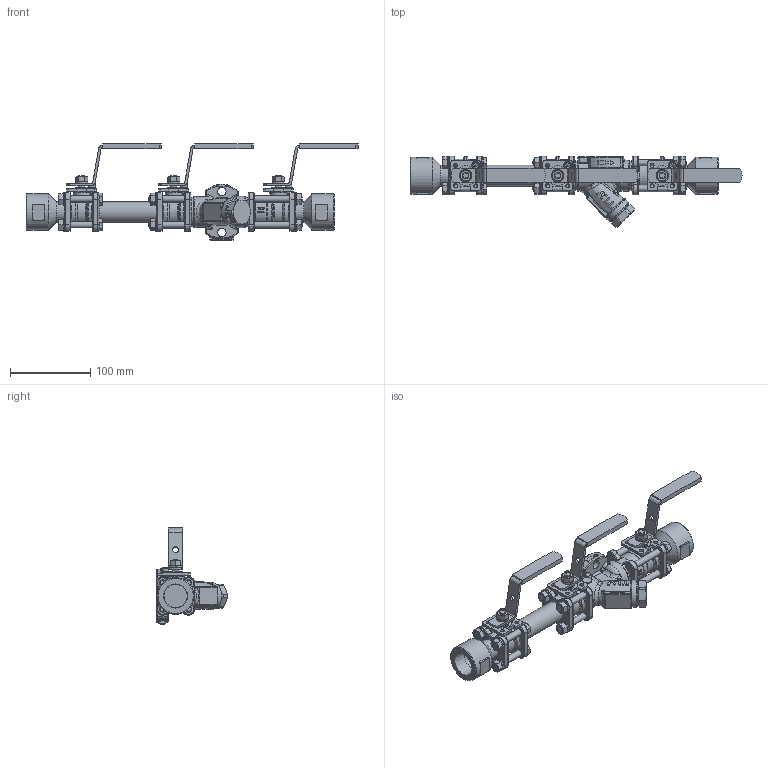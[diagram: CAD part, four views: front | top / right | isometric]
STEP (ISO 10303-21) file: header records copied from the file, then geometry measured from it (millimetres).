
FILE_DESCRIPTION(/* description */ (''),/* implementation_level */ '2;1');
FILE_NAME(/* name */ 'qs10d-025-screw-00.stp',/* time_stamp */ '2022-05-19T10:46:23+09:00',/* author */ ('mafukuda'),/* organization */ (''),/* preprocessor_version */ 'ST-DEVELOPER v18',/* originating_system */ 'Autodesk Inventor 2020',/* authorisation */ '');
FILE_SCHEMA (('AUTOMOTIVE_DESIGN { 1 0 10303 214 3 1 1 }','FEATURE_BASED_PROCESS_PLANNING'));
Products named in the file (1): qs10d-025-screw-00
Bounding box: 415 x 89 x 120 mm (x, y, z)
Volume: 563305.5 mm3; surface area: 138207.2 mm2
Topology: 1 solids, 5 shells, 1836 faces, 4776 edges, 2885 vertices
Faces by surface type: plane 700, cylinder 507, bspline 258, torus 165, cone 164, sphere 42
Full cylindrical faces by diameter (mm): 5 x15, 5.3 x3, 6.647 x8, 7 x1, 7.5 x3, 8 x16, 8.5 x3, 8.7 x19, 9 x3, 10 x3, 10.5 x2, 11.63 x4, 14.9 x3, 16 x4, 24 x1, 24.2 x1, 24.5 x3, 25 x1, 26 x3, 29 x3, 34 x1, 35.6 x1, 37 x8, 39 x1, 46 x2
Entity records: 65423 total; most frequent: CARTESIAN_POINT 21778, ORIENTED_EDGE 9350, DIRECTION 8886, EDGE_CURVE 4675, AXIS2_PLACEMENT_3D 3587, VERTEX_POINT 2885, EDGE_LOOP 1992, FACE_OUTER_BOUND 1836
